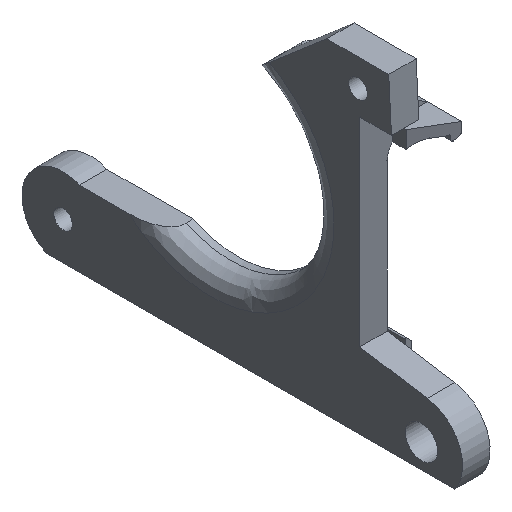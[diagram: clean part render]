
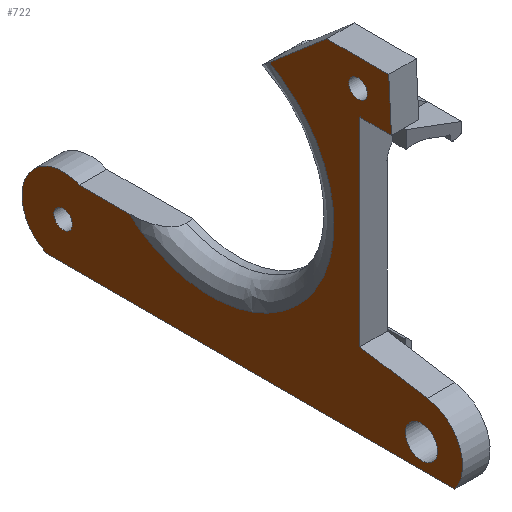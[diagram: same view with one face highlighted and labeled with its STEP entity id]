
A CAD part, isometric view. The second image highlights one B-rep face of the part: STEP entity #722.
In plain terms, the highlighted planar face has unit normal (-1, 0, 0).
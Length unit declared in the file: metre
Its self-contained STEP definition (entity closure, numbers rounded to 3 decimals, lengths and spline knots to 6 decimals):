
#16=B_SPLINE_CURVE_WITH_KNOTS('',3,(#1083,#1084,#1085,#1086,#1087,#1088,
#1089,#1090,#1091,#1092,#1093,#1094,#1095,#1096,#1097),.UNSPECIFIED.,.F.,
 .F.,(4,1,1,1,1,1,1,1,1,1,1,1,4),(0.,0.0625,0.125,0.15625,0.1875,0.25,0.375,
0.5,0.625,0.75,0.875,0.9375,1.),.UNSPECIFIED.);
#38=CIRCLE('',#780,0.006);
#39=CIRCLE('',#782,0.006);
#40=CIRCLE('',#783,0.00235);
#41=CIRCLE('',#784,0.00135);
#42=CIRCLE('',#785,0.00135);
#69=ORIENTED_EDGE('',*,*,#278,.F.);
#70=ORIENTED_EDGE('',*,*,#275,.T.);
#71=ORIENTED_EDGE('',*,*,#279,.F.);
#72=ORIENTED_EDGE('',*,*,#280,.F.);
#73=ORIENTED_EDGE('',*,*,#281,.T.);
#74=ORIENTED_EDGE('',*,*,#282,.T.);
#75=ORIENTED_EDGE('',*,*,#283,.F.);
#76=ORIENTED_EDGE('',*,*,#284,.F.);
#77=ORIENTED_EDGE('',*,*,#285,.T.);
#78=ORIENTED_EDGE('',*,*,#286,.T.);
#79=ORIENTED_EDGE('',*,*,#287,.T.);
#80=ORIENTED_EDGE('',*,*,#288,.T.);
#81=ORIENTED_EDGE('',*,*,#289,.T.);
#82=ORIENTED_EDGE('',*,*,#290,.T.);
#275=EDGE_CURVE('',#380,#381,#38,.T.);
#278=EDGE_CURVE('',#380,#382,#448,.T.);
#279=EDGE_CURVE('',#383,#381,#449,.T.);
#280=EDGE_CURVE('',#384,#383,#450,.T.);
#281=EDGE_CURVE('',#384,#385,#451,.T.);
#282=EDGE_CURVE('',#385,#386,#452,.T.);
#283=EDGE_CURVE('',#387,#386,#453,.T.);
#284=EDGE_CURVE('',#388,#387,#454,.T.);
#285=EDGE_CURVE('',#388,#389,#16,.T.);
#286=EDGE_CURVE('',#389,#390,#455,.T.);
#287=EDGE_CURVE('',#390,#382,#39,.T.);
#288=EDGE_CURVE('',#391,#391,#40,.F.);
#289=EDGE_CURVE('',#392,#392,#41,.F.);
#290=EDGE_CURVE('',#393,#393,#42,.F.);
#380=VERTEX_POINT('',#1064);
#381=VERTEX_POINT('',#1065);
#382=VERTEX_POINT('',#1070);
#383=VERTEX_POINT('',#1072);
#384=VERTEX_POINT('',#1074);
#385=VERTEX_POINT('',#1076);
#386=VERTEX_POINT('',#1078);
#387=VERTEX_POINT('',#1080);
#388=VERTEX_POINT('',#1082);
#389=VERTEX_POINT('',#1098);
#390=VERTEX_POINT('',#1100);
#391=VERTEX_POINT('',#1103);
#392=VERTEX_POINT('',#1105);
#393=VERTEX_POINT('',#1107);
#448=LINE('',#1069,#525);
#449=LINE('',#1071,#526);
#450=LINE('',#1073,#527);
#451=LINE('',#1075,#528);
#452=LINE('',#1077,#529);
#453=LINE('',#1079,#530);
#454=LINE('',#1081,#531);
#455=LINE('',#1099,#532);
#525=VECTOR('',#864,1.);
#526=VECTOR('',#865,1.);
#527=VECTOR('',#866,1.);
#528=VECTOR('',#867,1.);
#529=VECTOR('',#868,1.);
#530=VECTOR('',#869,1.);
#531=VECTOR('',#870,1.);
#532=VECTOR('',#871,1.);
#596=EDGE_LOOP('',(#69,#70,#71,#72,#73,#74,#75,#76,#77,#78,#79));
#597=EDGE_LOOP('',(#80));
#598=EDGE_LOOP('',(#81));
#599=EDGE_LOOP('',(#82));
#646=FACE_BOUND('',#596,.T.);
#647=FACE_BOUND('',#597,.T.);
#648=FACE_BOUND('',#598,.T.);
#649=FACE_BOUND('',#599,.T.);
#692=PLANE('',#781);
#722=ADVANCED_FACE('',(#646,#647,#648,#649),#692,.T.);
#780=AXIS2_PLACEMENT_3D('',#1063,#858,#859);
#781=AXIS2_PLACEMENT_3D('',#1068,#862,#863);
#782=AXIS2_PLACEMENT_3D('',#1101,#872,#873);
#783=AXIS2_PLACEMENT_3D('',#1102,#874,#875);
#784=AXIS2_PLACEMENT_3D('',#1104,#876,#877);
#785=AXIS2_PLACEMENT_3D('',#1106,#878,#879);
#858=DIRECTION('',(-1.,0.,0.));
#859=DIRECTION('',(0.,-1.,0.));
#862=DIRECTION('',(-1.,0.,0.));
#863=DIRECTION('',(0.,1.,0.));
#864=DIRECTION('',(0.,1.,0.));
#865=DIRECTION('',(0.,-0.988,-0.156));
#866=DIRECTION('',(0.,0.,-1.));
#867=DIRECTION('',(0.,-1.,0.));
#868=DIRECTION('',(0.,0.054,0.999));
#869=DIRECTION('',(0.,-1.,0.));
#870=DIRECTION('',(0.,-0.759,0.651));
#871=DIRECTION('',(0.,1.,0.));
#872=DIRECTION('',(-1.,0.,0.));
#873=DIRECTION('',(0.,-1.,0.));
#874=DIRECTION('',(-1.,0.,0.));
#875=DIRECTION('',(0.,-1.,0.));
#876=DIRECTION('',(-1.,0.,0.));
#877=DIRECTION('',(0.,-1.,0.));
#878=DIRECTION('',(-1.,0.,0.));
#879=DIRECTION('',(0.,-1.,0.));
#1063=CARTESIAN_POINT('',(0.05875,-0.0142,-0.032));
#1064=CARTESIAN_POINT('',(0.05875,-0.019073,-0.0355));
#1065=CARTESIAN_POINT('',(0.05875,-0.015059,-0.026062));
#1068=CARTESIAN_POINT('',(0.05875,0.,-0.0135));
#1069=CARTESIAN_POINT('',(0.05875,0.,-0.0355));
#1070=CARTESIAN_POINT('',(0.05875,0.040448,-0.0355));
#1071=CARTESIAN_POINT('',(0.05875,-0.010129,-0.025281));
#1072=CARTESIAN_POINT('',(0.05875,-0.0052,-0.0245));
#1073=CARTESIAN_POINT('',(0.05875,-0.0052,-0.018907));
#1074=CARTESIAN_POINT('',(0.05875,-0.0052,0.004505));
#1075=CARTESIAN_POINT('',(0.05875,-0.00769,0.004505));
#1076=CARTESIAN_POINT('',(0.05875,-0.009827,0.004505));
#1077=CARTESIAN_POINT('',(0.05875,-0.009625,0.008253));
#1078=CARTESIAN_POINT('',(0.05875,-0.009422,0.012));
#1079=CARTESIAN_POINT('',(0.05875,-0.008461,0.012));
#1080=CARTESIAN_POINT('',(0.05875,-0.000397,0.012));
#1081=CARTESIAN_POINT('',(0.05875,0.004138,0.008114));
#1082=CARTESIAN_POINT('',(0.05875,0.007976,0.004824));
#1083=CARTESIAN_POINT('',(0.05875,0.007976,0.004824));
#1084=CARTESIAN_POINT('',(0.05875,0.006847,0.004212));
#1085=CARTESIAN_POINT('',(0.05875,0.004767,0.002789));
#1086=CARTESIAN_POINT('',(0.05875,0.002598,0.000492));
#1087=CARTESIAN_POINT('',(0.05875,0.001146,-0.001624));
#1088=CARTESIAN_POINT('',(0.05875,-0.000047,-0.003826));
#1089=CARTESIAN_POINT('',(0.05875,-0.001514,-0.008025));
#1090=CARTESIAN_POINT('',(0.05875,-0.001662,-0.014474));
#1091=CARTESIAN_POINT('',(0.05875,0.00135,-0.021614));
#1092=CARTESIAN_POINT('',(0.05875,0.007014,-0.026899));
#1093=CARTESIAN_POINT('',(0.05875,0.014344,-0.029409));
#1094=CARTESIAN_POINT('',(0.05875,0.020771,-0.028813));
#1095=CARTESIAN_POINT('',(0.05875,0.025436,-0.026812));
#1096=CARTESIAN_POINT('',(0.05875,0.027487,-0.02535));
#1097=CARTESIAN_POINT('',(0.05875,0.028453,-0.0245));
#1098=CARTESIAN_POINT('',(0.05875,0.028453,-0.0245));
#1099=CARTESIAN_POINT('',(0.05875,0.,-0.0245));
#1100=CARTESIAN_POINT('',(0.05875,0.035652,-0.0245));
#1101=CARTESIAN_POINT('',(0.05875,0.03805,-0.03));
#1102=CARTESIAN_POINT('',(0.05875,-0.0142,-0.032));
#1103=CARTESIAN_POINT('',(0.05875,-0.01655,-0.032));
#1104=CARTESIAN_POINT('',(0.05875,-0.00495,0.008));
#1105=CARTESIAN_POINT('',(0.05875,-0.0063,0.008));
#1106=CARTESIAN_POINT('',(0.05875,0.03805,-0.03));
#1107=CARTESIAN_POINT('',(0.05875,0.0367,-0.03));
